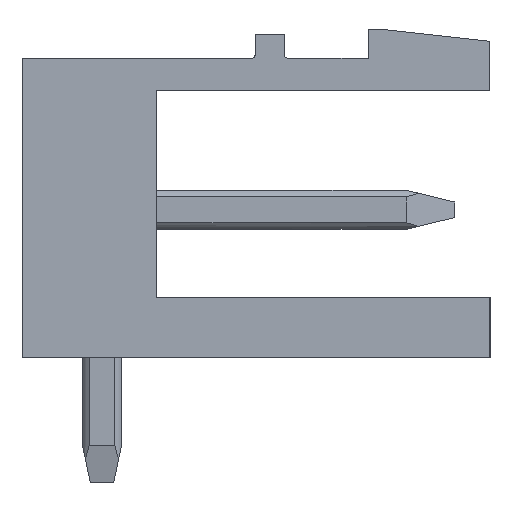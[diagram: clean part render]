
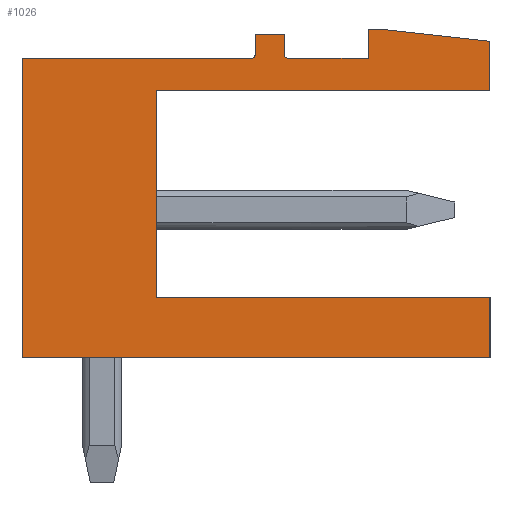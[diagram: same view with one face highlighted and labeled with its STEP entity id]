
A CAD part, left-side view. The second image highlights one B-rep face of the part: STEP entity #1026.
In plain terms, the highlighted planar face has unit normal (-1, 0, 0).
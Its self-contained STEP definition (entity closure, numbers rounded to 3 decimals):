
#268=AXIS2_PLACEMENT_3D('Circle Axis2P3D',#266,#267,$) ;
#399=AXIS2_PLACEMENT_3D('Circle Axis2P3D',#397,#398,$) ;
#967=AXIS2_PLACEMENT_3D('Plane Axis2P3D',#964,#965,#966) ;
#49=CARTESIAN_POINT('Vertex',(0.,2.8,11.63)) ;
#52=CARTESIAN_POINT('Line Origine',(0.,1.4,11.475)) ;
#56=CARTESIAN_POINT('Vertex',(0.,0.,11.32)) ;
#87=CARTESIAN_POINT('Vertex',(0.,3.12,11.63)) ;
#90=CARTESIAN_POINT('Line Origine',(0.,2.96,11.63)) ;
#216=CARTESIAN_POINT('Vertex',(0.,3.12,10.88)) ;
#219=CARTESIAN_POINT('Line Origine',(0.,3.12,11.255)) ;
#263=CARTESIAN_POINT('Vertex',(0.,5.27,10.98)) ;
#266=CARTESIAN_POINT('Axis2P3D Location',(0.,5.17,10.98)) ;
#270=CARTESIAN_POINT('Vertex',(0.,5.17,10.88)) ;
#301=CARTESIAN_POINT('Vertex',(0.,5.27,11.5)) ;
#304=CARTESIAN_POINT('Line Origine',(0.,5.27,11.24)) ;
#332=CARTESIAN_POINT('Vertex',(0.,6.02,11.5)) ;
#335=CARTESIAN_POINT('Line Origine',(0.,5.645,11.5)) ;
#363=CARTESIAN_POINT('Vertex',(0.,6.02,10.98)) ;
#366=CARTESIAN_POINT('Line Origine',(0.,6.02,11.24)) ;
#394=CARTESIAN_POINT('Vertex',(0.,6.12,10.88)) ;
#397=CARTESIAN_POINT('Axis2P3D Location',(0.,6.12,10.98)) ;
#425=CARTESIAN_POINT('Vertex',(0.,12.,10.88)) ;
#428=CARTESIAN_POINT('Line Origine',(0.,9.06,10.88)) ;
#456=CARTESIAN_POINT('Vertex',(0.,12.,3.2)) ;
#459=CARTESIAN_POINT('Line Origine',(0.,12.,7.04)) ;
#487=CARTESIAN_POINT('Vertex',(0.,0.,3.2)) ;
#490=CARTESIAN_POINT('Line Origine',(0.,6.,3.2)) ;
#964=CARTESIAN_POINT('Axis2P3D Location',(0.,0.,0.)) ;
#969=CARTESIAN_POINT('Line Origine',(0.,8.55,7.4)) ;
#973=CARTESIAN_POINT('Vertex',(0.,8.55,4.74)) ;
#975=CARTESIAN_POINT('Vertex',(0.,8.55,10.06)) ;
#978=CARTESIAN_POINT('Line Origine',(0.,4.275,10.06)) ;
#982=CARTESIAN_POINT('Vertex',(0.,0.,10.06)) ;
#985=CARTESIAN_POINT('Line Origine',(0.,0.,10.69)) ;
#990=CARTESIAN_POINT('Line Origine',(0.,4.145,10.88)) ;
#995=CARTESIAN_POINT('Line Origine',(0.,0.,3.97)) ;
#999=CARTESIAN_POINT('Vertex',(0.,0.,4.74)) ;
#1002=CARTESIAN_POINT('Line Origine',(0.,4.275,4.74)) ;
#53=DIRECTION('Vector Direction',(0.,0.994,0.11)) ;
#91=DIRECTION('Vector Direction',(0.,-1.,0.)) ;
#220=DIRECTION('Vector Direction',(0.,0.,-1.)) ;
#267=DIRECTION('Axis2P3D Direction',(-1.,0.,0.)) ;
#305=DIRECTION('Vector Direction',(0.,0.,-1.)) ;
#336=DIRECTION('Vector Direction',(0.,1.,0.)) ;
#367=DIRECTION('Vector Direction',(0.,0.,-1.)) ;
#398=DIRECTION('Axis2P3D Direction',(-1.,0.,0.)) ;
#429=DIRECTION('Vector Direction',(0.,1.,0.)) ;
#460=DIRECTION('Vector Direction',(0.,0.,-1.)) ;
#491=DIRECTION('Vector Direction',(0.,1.,0.)) ;
#965=DIRECTION('Axis2P3D Direction',(-1.,0.,0.)) ;
#966=DIRECTION('Axis2P3D XDirection',(0.,-1.,0.)) ;
#970=DIRECTION('Vector Direction',(0.,0.,-1.)) ;
#979=DIRECTION('Vector Direction',(0.,1.,0.)) ;
#986=DIRECTION('Vector Direction',(0.,0.,1.)) ;
#991=DIRECTION('Vector Direction',(0.,1.,0.)) ;
#996=DIRECTION('Vector Direction',(0.,0.,-1.)) ;
#1003=DIRECTION('Vector Direction',(0.,-1.,0.)) ;
#54=VECTOR('Line Direction',#53,1.) ;
#92=VECTOR('Line Direction',#91,1.) ;
#221=VECTOR('Line Direction',#220,1.) ;
#306=VECTOR('Line Direction',#305,1.) ;
#337=VECTOR('Line Direction',#336,1.) ;
#368=VECTOR('Line Direction',#367,1.) ;
#430=VECTOR('Line Direction',#429,1.) ;
#461=VECTOR('Line Direction',#460,1.) ;
#492=VECTOR('Line Direction',#491,1.) ;
#971=VECTOR('Line Direction',#970,1.) ;
#980=VECTOR('Line Direction',#979,1.) ;
#987=VECTOR('Line Direction',#986,1.) ;
#992=VECTOR('Line Direction',#991,1.) ;
#997=VECTOR('Line Direction',#996,1.) ;
#1004=VECTOR('Line Direction',#1003,1.) ;
#1008=ORIENTED_EDGE('',*,*,#977,.T.) ;
#1009=ORIENTED_EDGE('',*,*,#984,.T.) ;
#1010=ORIENTED_EDGE('',*,*,#989,.T.) ;
#1011=ORIENTED_EDGE('',*,*,#58,.T.) ;
#1012=ORIENTED_EDGE('',*,*,#94,.T.) ;
#1013=ORIENTED_EDGE('',*,*,#223,.T.) ;
#1014=ORIENTED_EDGE('',*,*,#994,.T.) ;
#1015=ORIENTED_EDGE('',*,*,#272,.T.) ;
#1016=ORIENTED_EDGE('',*,*,#308,.T.) ;
#1017=ORIENTED_EDGE('',*,*,#339,.T.) ;
#1018=ORIENTED_EDGE('',*,*,#370,.T.) ;
#1019=ORIENTED_EDGE('',*,*,#401,.T.) ;
#1020=ORIENTED_EDGE('',*,*,#432,.T.) ;
#1021=ORIENTED_EDGE('',*,*,#463,.T.) ;
#1022=ORIENTED_EDGE('',*,*,#494,.T.) ;
#1023=ORIENTED_EDGE('',*,*,#1001,.T.) ;
#1024=ORIENTED_EDGE('',*,*,#1006,.T.) ;
#1026=ADVANCED_FACE('Housing',(#1025),#968,.T.) ;
#269=CIRCLE('generated circle',#268,0.1) ;
#400=CIRCLE('generated circle',#399,0.1) ;
#58=EDGE_CURVE('',#57,#50,#55,.T.) ;
#94=EDGE_CURVE('',#50,#88,#93,.F.) ;
#223=EDGE_CURVE('',#88,#217,#222,.T.) ;
#272=EDGE_CURVE('',#271,#264,#269,.F.) ;
#308=EDGE_CURVE('',#264,#302,#307,.F.) ;
#339=EDGE_CURVE('',#302,#333,#338,.T.) ;
#370=EDGE_CURVE('',#333,#364,#369,.T.) ;
#401=EDGE_CURVE('',#364,#395,#400,.F.) ;
#432=EDGE_CURVE('',#395,#426,#431,.T.) ;
#463=EDGE_CURVE('',#426,#457,#462,.T.) ;
#494=EDGE_CURVE('',#457,#488,#493,.F.) ;
#977=EDGE_CURVE('',#974,#976,#972,.F.) ;
#984=EDGE_CURVE('',#976,#983,#981,.F.) ;
#989=EDGE_CURVE('',#983,#57,#988,.T.) ;
#994=EDGE_CURVE('',#217,#271,#993,.T.) ;
#1001=EDGE_CURVE('',#488,#1000,#998,.F.) ;
#1006=EDGE_CURVE('',#1000,#974,#1005,.F.) ;
#1007=EDGE_LOOP('',(#1008,#1009,#1010,#1011,#1012,#1013,#1014,#1015,#1016,#1017,#1018,#1019,#1020,#1021,#1022,#1023,#1024)) ;
#1025=FACE_OUTER_BOUND('',#1007,.T.) ;
#55=LINE('Line',#52,#54) ;
#93=LINE('Line',#90,#92) ;
#222=LINE('Line',#219,#221) ;
#307=LINE('Line',#304,#306) ;
#338=LINE('Line',#335,#337) ;
#369=LINE('Line',#366,#368) ;
#431=LINE('Line',#428,#430) ;
#462=LINE('Line',#459,#461) ;
#493=LINE('Line',#490,#492) ;
#972=LINE('Line',#969,#971) ;
#981=LINE('Line',#978,#980) ;
#988=LINE('Line',#985,#987) ;
#993=LINE('Line',#990,#992) ;
#998=LINE('Line',#995,#997) ;
#1005=LINE('Line',#1002,#1004) ;
#968=PLANE('',#967) ;
#50=VERTEX_POINT('',#49) ;
#57=VERTEX_POINT('',#56) ;
#88=VERTEX_POINT('',#87) ;
#217=VERTEX_POINT('',#216) ;
#264=VERTEX_POINT('',#263) ;
#271=VERTEX_POINT('',#270) ;
#302=VERTEX_POINT('',#301) ;
#333=VERTEX_POINT('',#332) ;
#364=VERTEX_POINT('',#363) ;
#395=VERTEX_POINT('',#394) ;
#426=VERTEX_POINT('',#425) ;
#457=VERTEX_POINT('',#456) ;
#488=VERTEX_POINT('',#487) ;
#974=VERTEX_POINT('',#973) ;
#976=VERTEX_POINT('',#975) ;
#983=VERTEX_POINT('',#982) ;
#1000=VERTEX_POINT('',#999) ;
